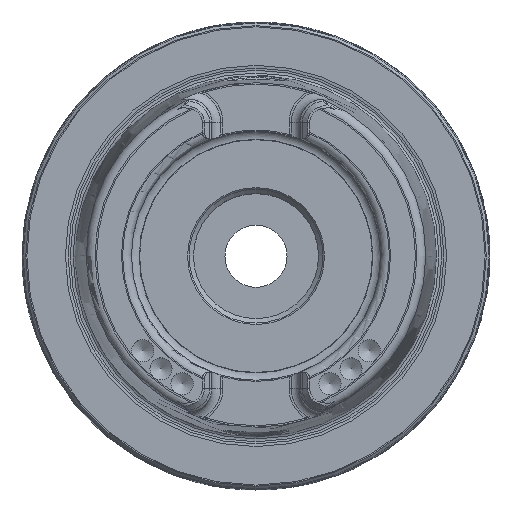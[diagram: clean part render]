
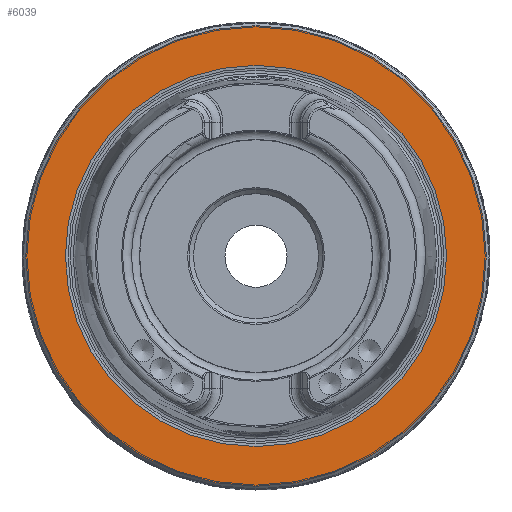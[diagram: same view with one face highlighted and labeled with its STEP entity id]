
A CAD part, top view. The second image highlights one B-rep face of the part: STEP entity #6039.
In plain terms, the highlighted planar face has unit normal (0, 0, 1).
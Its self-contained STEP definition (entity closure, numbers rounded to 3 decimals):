
#699=PLANE('',#6505);
#1537=ORIENTED_EDGE('',*,*,#2338,.T.);
#1538=ORIENTED_EDGE('',*,*,#2337,.F.);
#2337=EDGE_CURVE('',#2795,#2795,#3037,.T.);
#2338=EDGE_CURVE('',#2796,#2796,#3038,.T.);
#2795=VERTEX_POINT('',#9653);
#2796=VERTEX_POINT('',#9656);
#3037=CIRCLE('',#6504,25.782);
#3038=CIRCLE('',#6506,31.15);
#3347=EDGE_LOOP('',(#1537));
#3348=EDGE_LOOP('',(#1538));
#3745=FACE_BOUND('',#3347,.T.);
#3746=FACE_BOUND('',#3348,.T.);
#6039=ADVANCED_FACE('',(#3745,#3746),#699,.T.);
#6504=AXIS2_PLACEMENT_3D('',#9652,#7518,#7519);
#6505=AXIS2_PLACEMENT_3D('',#9654,#7520,#7521);
#6506=AXIS2_PLACEMENT_3D('',#9655,#7522,#7523);
#7518=DIRECTION('',(0.,0.,1.));
#7519=DIRECTION('',(1.,0.,0.));
#7520=DIRECTION('',(0.,0.,1.));
#7521=DIRECTION('',(1.,0.,0.));
#7522=DIRECTION('',(0.,0.,1.));
#7523=DIRECTION('',(1.,0.,0.));
#9652=CARTESIAN_POINT('',(0.,0.,0.2));
#9653=CARTESIAN_POINT('',(25.782,0.,0.2));
#9654=CARTESIAN_POINT('',(25.782,0.,0.2));
#9655=CARTESIAN_POINT('',(0.,0.,0.2));
#9656=CARTESIAN_POINT('',(31.15,0.,0.2));
